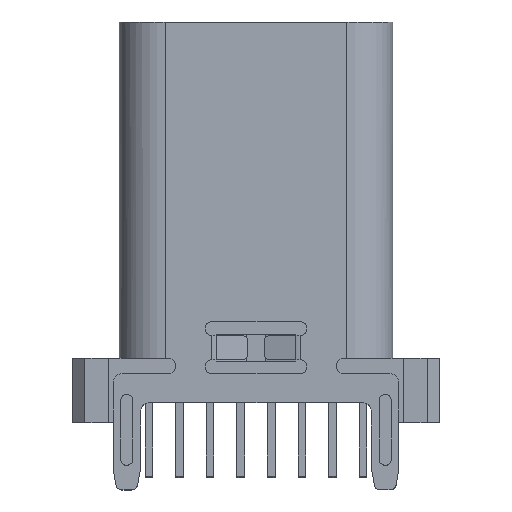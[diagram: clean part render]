
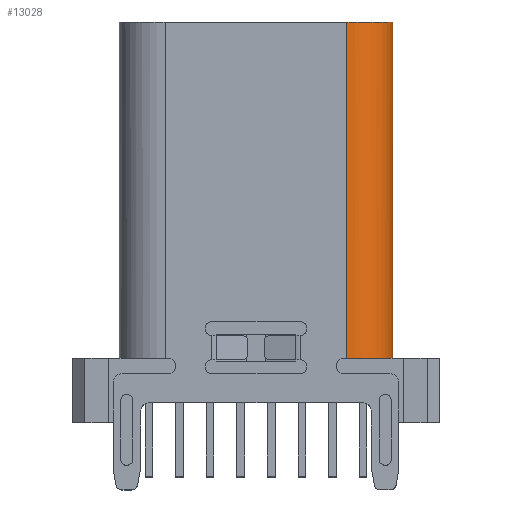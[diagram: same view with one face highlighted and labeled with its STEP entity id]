
A CAD part, top view. The second image highlights one B-rep face of the part: STEP entity #13028.
In plain terms, the highlighted cylindrical face has radius 1.5 mm (diameter 3 mm), a partial arc.
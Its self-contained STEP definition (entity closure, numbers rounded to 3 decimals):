
#1880=CARTESIAN_POINT('',(4.779,5.348,2.004));
#1881=DIRECTION('',(0.,-1.,0.));
#1882=DIRECTION('',(0.626,0.,0.78));
#1883=AXIS2_PLACEMENT_3D('',#1880,#1881,#1882);
#1910=DIRECTION('',(0.,1.,0.));
#1911=VECTOR('',#1910,11.);
#1912=CARTESIAN_POINT('',(6.279,5.348,2.004));
#1913=LINE('',#1912,#1911);
#1917=DIRECTION('',(0.,-1.,0.));
#1918=VECTOR('',#1917,11.);
#1919=CARTESIAN_POINT('',(4.779,16.348,3.504));
#1920=LINE('',#1919,#1918);
#2873=CARTESIAN_POINT('',(4.779,16.348,2.004));
#2874=DIRECTION('',(0.,1.,0.));
#2875=DIRECTION('',(0.,0.,1.));
#2876=AXIS2_PLACEMENT_3D('',#2873,#2874,#2875);
#7946=CARTESIAN_POINT('',(4.779,5.348,2.004));
#7947=DIRECTION('',(0.,-1.,0.));
#7948=DIRECTION('',(1.,0.,0.));
#7949=AXIS2_PLACEMENT_3D('',#7946,#7947,#7948);
#10651=CARTESIAN_POINT('',(5.718,5.348,3.174));
#10652=VERTEX_POINT('',#10651);
#10663=CARTESIAN_POINT('',(6.279,5.348,2.004));
#10664=VERTEX_POINT('',#10663);
#10975=CARTESIAN_POINT('',(6.279,16.348,2.004));
#10976=VERTEX_POINT('',#10975);
#11055=CARTESIAN_POINT('',(4.779,16.348,3.504));
#11056=VERTEX_POINT('',#11055);
#11057=CARTESIAN_POINT('',(4.779,5.348,3.504));
#11058=VERTEX_POINT('',#11057);
#13013=CARTESIAN_POINT('',(4.779,20.348,2.004));
#13014=DIRECTION('',(0.,-1.,0.));
#13015=DIRECTION('',(0.,0.,-1.));
#13016=AXIS2_PLACEMENT_3D('',#13013,#13014,#13015);
#13017=CYLINDRICAL_SURFACE('',#13016,1.5);
#13019=ORIENTED_EDGE('',*,*,#13018,.F.);
#13021=ORIENTED_EDGE('',*,*,#13020,.T.);
#13022=ORIENTED_EDGE('',*,*,#13004,.T.);
#13023=ORIENTED_EDGE('',*,*,#12080,.F.);
#13025=ORIENTED_EDGE('',*,*,#13024,.T.);
#13026=EDGE_LOOP('',(#13019,#13021,#13022,#13023,#13025));
#13027=FACE_OUTER_BOUND('',#13026,.F.);
#1884=CIRCLE('',#1883,1.5);
#2877=CIRCLE('',#2876,1.5);
#7950=CIRCLE('',#7949,1.5);
#12080=EDGE_CURVE('',#11056,#11058,#1920,.T.);
#13004=EDGE_CURVE('',#10652,#11058,#1884,.T.);
#13018=EDGE_CURVE('',#10664,#10976,#1913,.T.);
#13020=EDGE_CURVE('',#10664,#10652,#7950,.T.);
#13024=EDGE_CURVE('',#11056,#10976,#2877,.T.);
#13028=ADVANCED_FACE('',(#13027),#13017,.T.);
